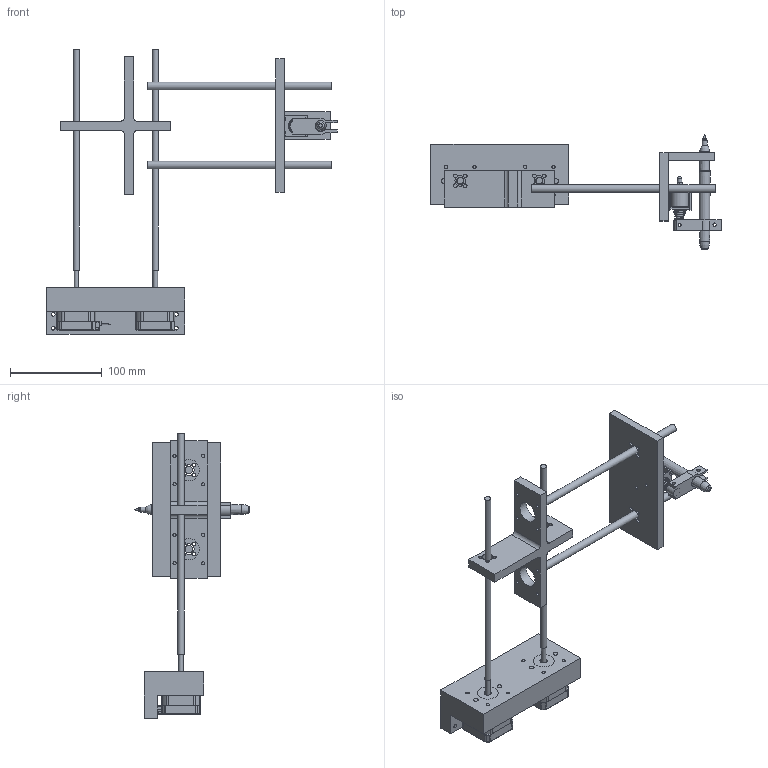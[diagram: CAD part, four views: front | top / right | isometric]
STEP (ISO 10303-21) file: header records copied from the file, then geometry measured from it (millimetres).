
FILE_DESCRIPTION(/* description */ (''),/* implementation_level */ '2;1');
FILE_NAME(/* name */ 'Axis X v10.step',/* time_stamp */ '2024-08-06T14:07:24-04:00',/* author */ (''),/* organization */ (''),/* preprocessor_version */ 'ST-DEVELOPER v20',/* originating_system */ 'Autodesk Translation Framework v13.14.0.145',/* authorisation */ '');
FILE_SCHEMA (('AUTOMOTIVE_DESIGN { 1 0 10303 214 3 1 1 }'));
Length unit declared in the file: millimetre
Products named in the file (12): Axis X; Component1; x axis motor housing; NEMA 17 Stepper Motor; Solenoid JF-0826B; solenoid mount; sharpie; Sharpie holder; lead screw 1; lead screw 2; x axis support; x axis sup
Assembly tree (12 placements, depth 2):
  Axis X
    Component1
    x axis motor housing
    NEMA 17 Stepper Motor  x2
    Solenoid JF-0826B
    solenoid mount
    sharpie
    Sharpie holder
    lead screw 1
    lead screw 2
    x axis support
    x axis sup
Bounding box: 315.9 x 125.65 x 310 mm (x, y, z)
Volume: 873881.3 mm3; surface area: 243703.7 mm2
Topology: 42 solids, 42 shells, 1779 faces, 4541 edges, 2872 vertices
Faces by surface type: plane 852, cylinder 483, sphere 182, torus 130, cone 121, bspline 11
Full cylindrical faces by diameter (mm): 0.48 x8, 0.5 x8, 1.2 x8, 2.5 x14, 3 x11, 3.041 x6, 3.4 x8, 3.5 x30, 4 x10, 4.25 x1, 4.83 x1, 5 x12, 5.5 x9, 6 x1, 6.3 x1, 6.884 x2, 7.3 x2, 7.8 x2, 8 x6, 8.3 x10, 8.4 x1, 9 x4, 9.8 x2, 9.95 x4, 11.05 x4, 12.291 x1, 12.7 x8, 13 x2, 14 x2, 16 x8
Entity records: 41086 total; most frequent: CARTESIAN_POINT 14300, DIRECTION 5373, ORIENTED_EDGE 5246, EDGE_CURVE 2623, AXIS2_PLACEMENT_3D 2034, VERTEX_POINT 1692, EDGE_LOOP 1309, LINE 1305
